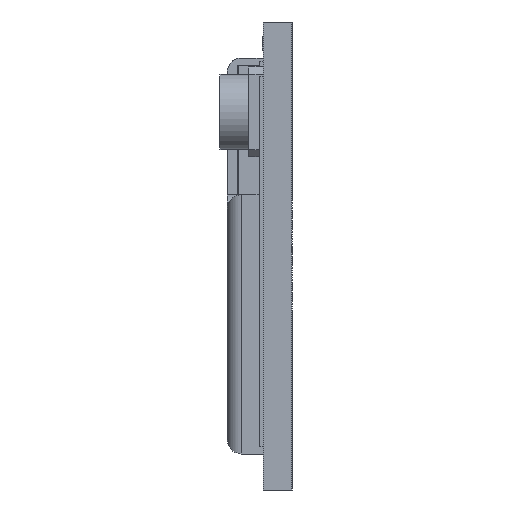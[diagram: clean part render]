
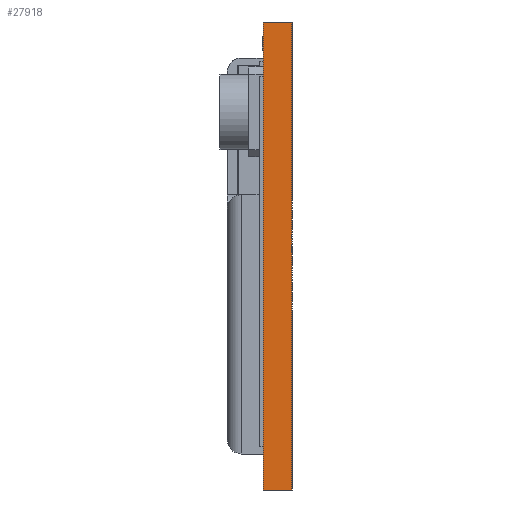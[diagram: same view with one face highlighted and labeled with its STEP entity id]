
A CAD part, left-side view. The second image highlights one B-rep face of the part: STEP entity #27918.
In plain terms, the highlighted planar face has unit normal (-1, 0, 0).
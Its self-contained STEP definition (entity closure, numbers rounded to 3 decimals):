
#1043 = LINE ( 'NONE', #3420, #19273 ) ;
#1059 = EDGE_LOOP ( 'NONE', ( #9269, #4021, #27366, #1206 ) ) ;
#1206 = ORIENTED_EDGE ( 'NONE', *, *, #20262, .T. ) ;
#2633 = VECTOR ( 'NONE', #13320, 1000. ) ;
#3420 = CARTESIAN_POINT ( 'NONE',  ( 0., -0.8, 6.5 ) ) ;
#4021 = ORIENTED_EDGE ( 'NONE', *, *, #6163, .F. ) ;
#4317 = VERTEX_POINT ( 'NONE', #21167 ) ;
#4356 = DIRECTION ( 'NONE',  ( 0., 0., 1. ) ) ;
#5868 = PLANE ( 'NONE',  #14122 ) ;
#6163 = EDGE_CURVE ( 'NONE', #4317, #27057, #14524, .T. ) ;
#6955 = EDGE_CURVE ( 'NONE', #27057, #13510, #16067, .T. ) ;
#9269 = ORIENTED_EDGE ( 'NONE', *, *, #6955, .F. ) ;
#11427 = CARTESIAN_POINT ( 'NONE',  ( 0., 0., 6.5 ) ) ;
#12734 = VECTOR ( 'NONE', #4356, 1000. ) ;
#12757 = CARTESIAN_POINT ( 'NONE',  ( 0., 0., -6.5 ) ) ;
#13320 = DIRECTION ( 'NONE',  ( 0., 1., 0. ) ) ;
#13510 = VERTEX_POINT ( 'NONE', #11427 ) ;
#14122 = AXIS2_PLACEMENT_3D ( 'NONE', #17381, #17200, #26422 ) ;
#14524 = LINE ( 'NONE', #26754, #2633 ) ;
#15033 = DIRECTION ( 'NONE',  ( 0., 0., 1. ) ) ;
#15485 = CARTESIAN_POINT ( 'NONE',  ( 0., -0.8, 6.5 ) ) ;
#16067 = LINE ( 'NONE', #28189, #17089 ) ;
#17089 = VECTOR ( 'NONE', #15033, 1000. ) ;
#17200 = DIRECTION ( 'NONE',  ( -1., 0., 0. ) ) ;
#17381 = CARTESIAN_POINT ( 'NONE',  ( 0., -0.8, 6.5 ) ) ;
#17826 = CARTESIAN_POINT ( 'NONE',  ( 0., -0.8, 6.5 ) ) ;
#19273 = VECTOR ( 'NONE', #21623, 1000. ) ;
#20262 = EDGE_CURVE ( 'NONE', #28712, #13510, #1043, .T. ) ;
#20783 = FACE_OUTER_BOUND ( 'NONE', #1059, .T. ) ;
#21167 = CARTESIAN_POINT ( 'NONE',  ( 0., -0.8, -6.5 ) ) ;
#21623 = DIRECTION ( 'NONE',  ( 0., 1., 0. ) ) ;
#23242 = LINE ( 'NONE', #15485, #12734 ) ;
#24236 = EDGE_CURVE ( 'NONE', #4317, #28712, #23242, .T. ) ;
#26422 = DIRECTION ( 'NONE',  ( 0., 0., 1. ) ) ;
#26754 = CARTESIAN_POINT ( 'NONE',  ( 0., -0.8, -6.5 ) ) ;
#27057 = VERTEX_POINT ( 'NONE', #12757 ) ;
#27366 = ORIENTED_EDGE ( 'NONE', *, *, #24236, .T. ) ;
#27918 = ADVANCED_FACE ( 'NONE', ( #20783 ), #5868, .T. ) ;
#28189 = CARTESIAN_POINT ( 'NONE',  ( 0., 0., 6.5 ) ) ;
#28712 = VERTEX_POINT ( 'NONE', #17826 ) ;
